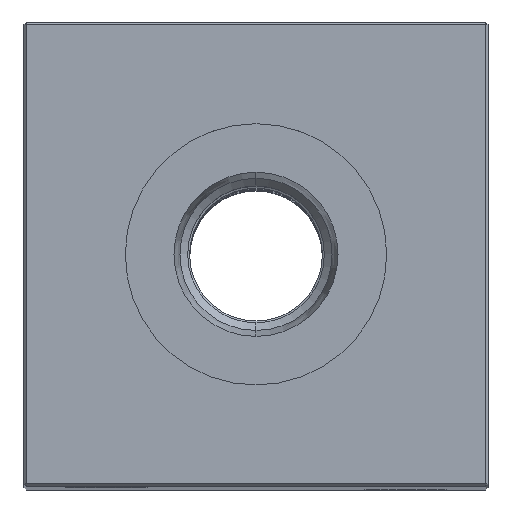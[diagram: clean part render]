
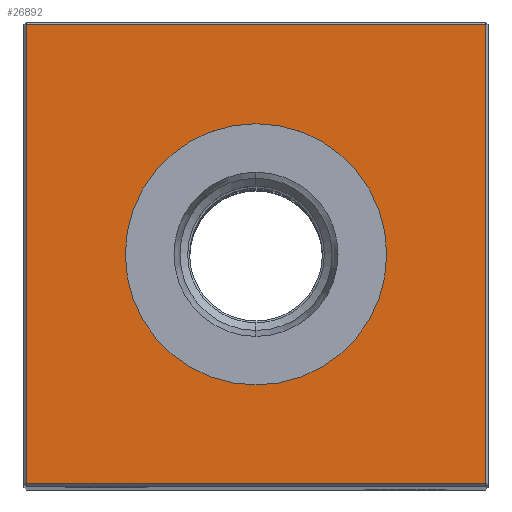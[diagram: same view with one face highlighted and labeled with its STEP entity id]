
A CAD part, top view. The second image highlights one B-rep face of the part: STEP entity #26892.
In plain terms, the highlighted planar face has unit normal (0, 0, 1).
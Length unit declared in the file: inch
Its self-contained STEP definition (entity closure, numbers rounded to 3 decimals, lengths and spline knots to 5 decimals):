
#410 = DIRECTION ( 'NONE',  ( 0., 0., -1. ) ) ;
#1419 = VERTEX_POINT ( 'NONE', #16495 ) ;
#2825 = DIRECTION ( 'NONE',  ( -1., 0., 0. ) ) ;
#3283 = CARTESIAN_POINT ( 'NONE',  ( 0., 0., 7.25 ) ) ;
#3494 = DIRECTION ( 'NONE',  ( 0., -1., 0. ) ) ;
#3571 = CARTESIAN_POINT ( 'NONE',  ( 0.865, 0., 7.25 ) ) ;
#3766 = EDGE_CURVE ( 'NONE', #1419, #4252, #16121, .T. ) ;
#4151 = CARTESIAN_POINT ( 'NONE',  ( 0.865, 0.865, 7.25 ) ) ;
#4177 = CIRCLE ( 'NONE', #7805, 0.49213 ) ;
#4252 = VERTEX_POINT ( 'NONE', #6889 ) ;
#5418 = CARTESIAN_POINT ( 'NONE',  ( 0., -0.49213, 7.25 ) ) ;
#5663 = VECTOR ( 'NONE', #3494, 39.37008 ) ;
#5835 = LINE ( 'NONE', #3571, #15163 ) ;
#6131 = LINE ( 'NONE', #11982, #10757 ) ;
#6833 = EDGE_CURVE ( 'NONE', #16693, #1419, #11500, .T. ) ;
#6889 = CARTESIAN_POINT ( 'NONE',  ( -0.865, -0.865, 7.25 ) ) ;
#7537 = DIRECTION ( 'NONE',  ( -1., 0., 0. ) ) ;
#7805 = AXIS2_PLACEMENT_3D ( 'NONE', #23929, #410, #2825 ) ;
#7975 = EDGE_CURVE ( 'NONE', #8321, #15449, #21123, .T. ) ;
#8321 = VERTEX_POINT ( 'NONE', #24557 ) ;
#9383 = DIRECTION ( 'NONE',  ( -1., 0., 0. ) ) ;
#10516 = ORIENTED_EDGE ( 'NONE', *, *, #23951, .T. ) ;
#10757 = VECTOR ( 'NONE', #16503, 39.37008 ) ;
#11181 = CARTESIAN_POINT ( 'NONE',  ( 0.865, -0.865, 7.25 ) ) ;
#11500 = LINE ( 'NONE', #20131, #21128 ) ;
#11813 = EDGE_LOOP ( 'NONE', ( #14994, #12930, #20118, #16675 ) ) ;
#11982 = CARTESIAN_POINT ( 'NONE',  ( 0., -0.865, 7.25 ) ) ;
#12056 = AXIS2_PLACEMENT_3D ( 'NONE', #13411, #24714, #20478 ) ;
#12913 = EDGE_CURVE ( 'NONE', #4252, #17711, #6131, .T. ) ;
#12930 = ORIENTED_EDGE ( 'NONE', *, *, #12913, .T. ) ;
#13411 = CARTESIAN_POINT ( 'NONE',  ( 0., 0., 7.25 ) ) ;
#13693 = PLANE ( 'NONE',  #12056 ) ;
#14085 = ORIENTED_EDGE ( 'NONE', *, *, #7975, .T. ) ;
#14994 = ORIENTED_EDGE ( 'NONE', *, *, #3766, .T. ) ;
#15050 = EDGE_LOOP ( 'NONE', ( #14085, #10516 ) ) ;
#15163 = VECTOR ( 'NONE', #17402, 39.37008 ) ;
#15449 = VERTEX_POINT ( 'NONE', #5418 ) ;
#16121 = LINE ( 'NONE', #24873, #5663 ) ;
#16495 = CARTESIAN_POINT ( 'NONE',  ( -0.865, 0.865, 7.25 ) ) ;
#16503 = DIRECTION ( 'NONE',  ( 1., 0., 0. ) ) ;
#16675 = ORIENTED_EDGE ( 'NONE', *, *, #6833, .T. ) ;
#16693 = VERTEX_POINT ( 'NONE', #4151 ) ;
#16901 = EDGE_CURVE ( 'NONE', #17711, #16693, #5835, .T. ) ;
#17402 = DIRECTION ( 'NONE',  ( 0., 1., 0. ) ) ;
#17711 = VERTEX_POINT ( 'NONE', #11181 ) ;
#20118 = ORIENTED_EDGE ( 'NONE', *, *, #16901, .T. ) ;
#20131 = CARTESIAN_POINT ( 'NONE',  ( 0., 0.865, 7.25 ) ) ;
#20478 = DIRECTION ( 'NONE',  ( -1., 0., 0. ) ) ;
#21123 = CIRCLE ( 'NONE', #26542, 0.49213 ) ;
#21128 = VECTOR ( 'NONE', #9383, 39.37008 ) ;
#22180 = FACE_OUTER_BOUND ( 'NONE', #11813, .T. ) ;
#23929 = CARTESIAN_POINT ( 'NONE',  ( 0., 0., 7.25 ) ) ;
#23951 = EDGE_CURVE ( 'NONE', #15449, #8321, #4177, .T. ) ;
#24519 = DIRECTION ( 'NONE',  ( 0., 0., -1. ) ) ;
#24557 = CARTESIAN_POINT ( 'NONE',  ( 0., 0.49213, 7.25 ) ) ;
#24714 = DIRECTION ( 'NONE',  ( 0., 0., -1. ) ) ;
#24873 = CARTESIAN_POINT ( 'NONE',  ( -0.865, 0., 7.25 ) ) ;
#26542 = AXIS2_PLACEMENT_3D ( 'NONE', #3283, #24519, #7537 ) ;
#26836 = FACE_BOUND ( 'NONE', #15050, .T. ) ;
#26892 = ADVANCED_FACE ( 'NONE', ( #22180, #26836 ), #13693, .F. ) ;
